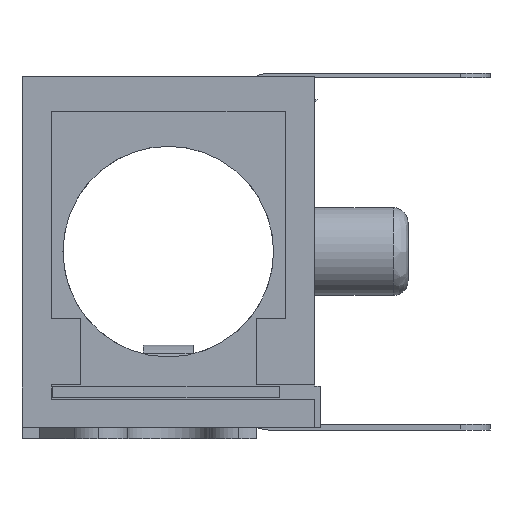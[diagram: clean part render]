
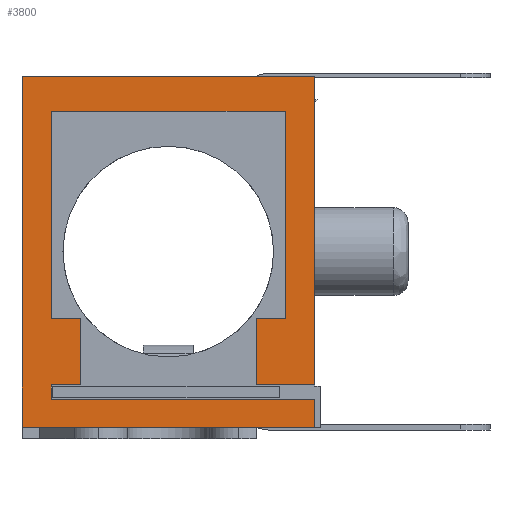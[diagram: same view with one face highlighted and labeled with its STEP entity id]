
A CAD part, left-side view. The second image highlights one B-rep face of the part: STEP entity #3800.
In plain terms, the highlighted planar face has unit normal (-1, 0, 0).
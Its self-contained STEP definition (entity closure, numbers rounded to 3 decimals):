
#21 = VERTEX_POINT ( 'NONE', #3359 ) ;
#122 = ORIENTED_EDGE ( 'NONE', *, *, #8012, .F. ) ;
#129 = VERTEX_POINT ( 'NONE', #2170 ) ;
#183 = CARTESIAN_POINT ( 'NONE',  ( -14.7, 2., -2.28 ) ) ;
#302 = EDGE_LOOP ( 'NONE', ( #6573, #6615, #7061, #5129, #5402, #770, #4062, #8098, #6058, #122, #5368, #8478, #5247, #2505, #1156, #4654 ) ) ;
#351 = DIRECTION ( 'NONE',  ( 0., 0., 1. ) ) ;
#416 = VECTOR ( 'NONE', #351, 1000. ) ;
#501 = VECTOR ( 'NONE', #8335, 1000. ) ;
#644 = CARTESIAN_POINT ( 'NONE',  ( -14.7, 2.5, 3. ) ) ;
#674 = CARTESIAN_POINT ( 'NONE',  ( -14.7, -2., 0.625 ) ) ;
#687 = VERTEX_POINT ( 'NONE', #4774 ) ;
#689 = VERTEX_POINT ( 'NONE', #3522 ) ;
#770 = ORIENTED_EDGE ( 'NONE', *, *, #3845, .T. ) ;
#783 = CARTESIAN_POINT ( 'NONE',  ( -14.7, 2., -2.4 ) ) ;
#871 = CARTESIAN_POINT ( 'NONE',  ( -14.7, -5.5, 3. ) ) ;
#874 = VECTOR ( 'NONE', #5069, 1000. ) ;
#952 = CARTESIAN_POINT ( 'NONE',  ( -14.7, 1.5, -1.715 ) ) ;
#1071 = EDGE_CURVE ( 'NONE', #687, #689, #7137, .T. ) ;
#1104 = LINE ( 'NONE', #6801, #7778 ) ;
#1128 = CARTESIAN_POINT ( 'NONE',  ( -14.7, -2.5, 3. ) ) ;
#1156 = ORIENTED_EDGE ( 'NONE', *, *, #6950, .F. ) ;
#1176 = EDGE_CURVE ( 'NONE', #1343, #8033, #6089, .T. ) ;
#1289 = DIRECTION ( 'NONE',  ( 0., 0., 1. ) ) ;
#1343 = VERTEX_POINT ( 'NONE', #6182 ) ;
#1410 = VERTEX_POINT ( 'NONE', #7545 ) ;
#1455 = CARTESIAN_POINT ( 'NONE',  ( -14.7, 1.75, -2.28 ) ) ;
#1523 = VERTEX_POINT ( 'NONE', #3091 ) ;
#1542 = VERTEX_POINT ( 'NONE', #5198 ) ;
#1614 = DIRECTION ( 'NONE',  ( 0., 0., 1. ) ) ;
#1761 = VECTOR ( 'NONE', #6005, 1000. ) ;
#1818 = EDGE_CURVE ( 'NONE', #6014, #2121, #5231, .T. ) ;
#1821 = VECTOR ( 'NONE', #7615, 1000. ) ;
#1902 = CARTESIAN_POINT ( 'NONE',  ( -14.7, 0., 2.4 ) ) ;
#1930 = DIRECTION ( 'NONE',  ( 0., -1., 0. ) ) ;
#2121 = VERTEX_POINT ( 'NONE', #6899 ) ;
#2170 = CARTESIAN_POINT ( 'NONE',  ( -14.7, -2., -1.15 ) ) ;
#2174 = DIRECTION ( 'NONE',  ( 0., -1., 0. ) ) ;
#2211 = VERTEX_POINT ( 'NONE', #183 ) ;
#2324 = EDGE_CURVE ( 'NONE', #8489, #2832, #6685, .T. ) ;
#2356 = VECTOR ( 'NONE', #1930, 1000. ) ;
#2371 = CARTESIAN_POINT ( 'NONE',  ( -14.7, -2.5, 3. ) ) ;
#2450 = LINE ( 'NONE', #1902, #2356 ) ;
#2495 = CARTESIAN_POINT ( 'NONE',  ( -14.7, -0.25, -2.52 ) ) ;
#2505 = ORIENTED_EDGE ( 'NONE', *, *, #3035, .F. ) ;
#2756 = DIRECTION ( 'NONE',  ( 0., -1., 0. ) ) ;
#2827 = VECTOR ( 'NONE', #1289, 1000. ) ;
#2832 = VERTEX_POINT ( 'NONE', #4967 ) ;
#2841 = VECTOR ( 'NONE', #8281, 1000. ) ;
#2895 = EDGE_CURVE ( 'NONE', #689, #3955, #7202, .T. ) ;
#3035 = EDGE_CURVE ( 'NONE', #8348, #1523, #7193, .T. ) ;
#3091 = CARTESIAN_POINT ( 'NONE',  ( -14.7, -2.5, -2.28 ) ) ;
#3231 = EDGE_CURVE ( 'NONE', #6014, #1410, #6869, .T. ) ;
#3359 = CARTESIAN_POINT ( 'NONE',  ( -14.7, -2., 2.4 ) ) ;
#3469 = CARTESIAN_POINT ( 'NONE',  ( -14.7, -2.5, -3. ) ) ;
#3516 = CARTESIAN_POINT ( 'NONE',  ( -14.7, 2.5, 3. ) ) ;
#3522 = CARTESIAN_POINT ( 'NONE',  ( -14.7, -2.5, -2.52 ) ) ;
#3575 = VECTOR ( 'NONE', #7216, 1000. ) ;
#3729 = CARTESIAN_POINT ( 'NONE',  ( -14.7, -5.5, -3. ) ) ;
#3800 = ADVANCED_FACE ( 'NONE', ( #7383 ), #8302, .F. ) ;
#3845 = EDGE_CURVE ( 'NONE', #1542, #1410, #5173, .T. ) ;
#3955 = VERTEX_POINT ( 'NONE', #3469 ) ;
#3996 = LINE ( 'NONE', #7083, #5881 ) ;
#4062 = ORIENTED_EDGE ( 'NONE', *, *, #3231, .F. ) ;
#4146 = CARTESIAN_POINT ( 'NONE',  ( -14.7, 2., -1.15 ) ) ;
#4307 = DIRECTION ( 'NONE',  ( 1., 0., 0. ) ) ;
#4648 = AXIS2_PLACEMENT_3D ( 'NONE', #4927, #4307, #5655 ) ;
#4654 = ORIENTED_EDGE ( 'NONE', *, *, #1176, .F. ) ;
#4657 = VECTOR ( 'NONE', #5262, 1000. ) ;
#4774 = CARTESIAN_POINT ( 'NONE',  ( -14.7, 2., -2.52 ) ) ;
#4831 = CARTESIAN_POINT ( 'NONE',  ( -14.7, 2., 0.625 ) ) ;
#4927 = CARTESIAN_POINT ( 'NONE',  ( -14.7, -5.5, 3. ) ) ;
#4967 = CARTESIAN_POINT ( 'NONE',  ( -14.7, -1.5, -1.15 ) ) ;
#4999 = LINE ( 'NONE', #674, #1761 ) ;
#5069 = DIRECTION ( 'NONE',  ( 0., 1., 0. ) ) ;
#5109 = CARTESIAN_POINT ( 'NONE',  ( -14.7, -2.5, 3. ) ) ;
#5129 = ORIENTED_EDGE ( 'NONE', *, *, #6071, .T. ) ;
#5173 = LINE ( 'NONE', #952, #6752 ) ;
#5198 = CARTESIAN_POINT ( 'NONE',  ( -14.7, 1.5, -2.28 ) ) ;
#5231 = LINE ( 'NONE', #4831, #5965 ) ;
#5247 = ORIENTED_EDGE ( 'NONE', *, *, #6701, .F. ) ;
#5262 = DIRECTION ( 'NONE',  ( 0., 0., -1. ) ) ;
#5368 = ORIENTED_EDGE ( 'NONE', *, *, #5438, .F. ) ;
#5402 = ORIENTED_EDGE ( 'NONE', *, *, #5552, .T. ) ;
#5438 = EDGE_CURVE ( 'NONE', #2832, #129, #1104, .T. ) ;
#5552 = EDGE_CURVE ( 'NONE', #2211, #1542, #8094, .T. ) ;
#5653 = LINE ( 'NONE', #3729, #874 ) ;
#5655 = DIRECTION ( 'NONE',  ( 0., 0., -1. ) ) ;
#5881 = VECTOR ( 'NONE', #8480, 1000. ) ;
#5965 = VECTOR ( 'NONE', #6785, 1000. ) ;
#6005 = DIRECTION ( 'NONE',  ( 0., 0., 1. ) ) ;
#6014 = VERTEX_POINT ( 'NONE', #4146 ) ;
#6058 = ORIENTED_EDGE ( 'NONE', *, *, #8442, .T. ) ;
#6071 = EDGE_CURVE ( 'NONE', #687, #2211, #6413, .T. ) ;
#6089 = LINE ( 'NONE', #644, #2827 ) ;
#6182 = CARTESIAN_POINT ( 'NONE',  ( -14.7, 2.5, -3. ) ) ;
#6406 = VECTOR ( 'NONE', #2174, 1000. ) ;
#6413 = LINE ( 'NONE', #783, #2841 ) ;
#6573 = ORIENTED_EDGE ( 'NONE', *, *, #7163, .F. ) ;
#6615 = ORIENTED_EDGE ( 'NONE', *, *, #2895, .F. ) ;
#6685 = LINE ( 'NONE', #7087, #416 ) ;
#6701 = EDGE_CURVE ( 'NONE', #1523, #8489, #3996, .T. ) ;
#6752 = VECTOR ( 'NONE', #1614, 1000. ) ;
#6785 = DIRECTION ( 'NONE',  ( 0., 0., 1. ) ) ;
#6801 = CARTESIAN_POINT ( 'NONE',  ( -14.7, -5.5, -1.15 ) ) ;
#6869 = LINE ( 'NONE', #7433, #8623 ) ;
#6899 = CARTESIAN_POINT ( 'NONE',  ( -14.7, 2., 2.4 ) ) ;
#6950 = EDGE_CURVE ( 'NONE', #8033, #8348, #8488, .T. ) ;
#7061 = ORIENTED_EDGE ( 'NONE', *, *, #1071, .F. ) ;
#7083 = CARTESIAN_POINT ( 'NONE',  ( -14.7, -5.5, -2.28 ) ) ;
#7087 = CARTESIAN_POINT ( 'NONE',  ( -14.7, -1.5, 3. ) ) ;
#7137 = LINE ( 'NONE', #2495, #3575 ) ;
#7163 = EDGE_CURVE ( 'NONE', #3955, #1343, #5653, .T. ) ;
#7193 = LINE ( 'NONE', #2371, #4657 ) ;
#7202 = LINE ( 'NONE', #5109, #501 ) ;
#7216 = DIRECTION ( 'NONE',  ( 0., -1., 0. ) ) ;
#7237 = CARTESIAN_POINT ( 'NONE',  ( -14.7, -1.5, -2.28 ) ) ;
#7383 = FACE_OUTER_BOUND ( 'NONE', #302, .T. ) ;
#7433 = CARTESIAN_POINT ( 'NONE',  ( -14.7, 1.75, -1.15 ) ) ;
#7545 = CARTESIAN_POINT ( 'NONE',  ( -14.7, 1.5, -1.15 ) ) ;
#7615 = DIRECTION ( 'NONE',  ( 0., -1., 0. ) ) ;
#7778 = VECTOR ( 'NONE', #2756, 1000. ) ;
#8012 = EDGE_CURVE ( 'NONE', #129, #21, #4999, .T. ) ;
#8033 = VERTEX_POINT ( 'NONE', #3516 ) ;
#8094 = LINE ( 'NONE', #1455, #1821 ) ;
#8096 = DIRECTION ( 'NONE',  ( 0., -1., 0. ) ) ;
#8098 = ORIENTED_EDGE ( 'NONE', *, *, #1818, .T. ) ;
#8281 = DIRECTION ( 'NONE',  ( 0., 0., 1. ) ) ;
#8302 = PLANE ( 'NONE',  #4648 ) ;
#8335 = DIRECTION ( 'NONE',  ( 0., 0., -1. ) ) ;
#8348 = VERTEX_POINT ( 'NONE', #1128 ) ;
#8442 = EDGE_CURVE ( 'NONE', #2121, #21, #2450, .T. ) ;
#8478 = ORIENTED_EDGE ( 'NONE', *, *, #2324, .F. ) ;
#8480 = DIRECTION ( 'NONE',  ( 0., 1., 0. ) ) ;
#8488 = LINE ( 'NONE', #871, #6406 ) ;
#8489 = VERTEX_POINT ( 'NONE', #7237 ) ;
#8623 = VECTOR ( 'NONE', #8096, 1000. ) ;
